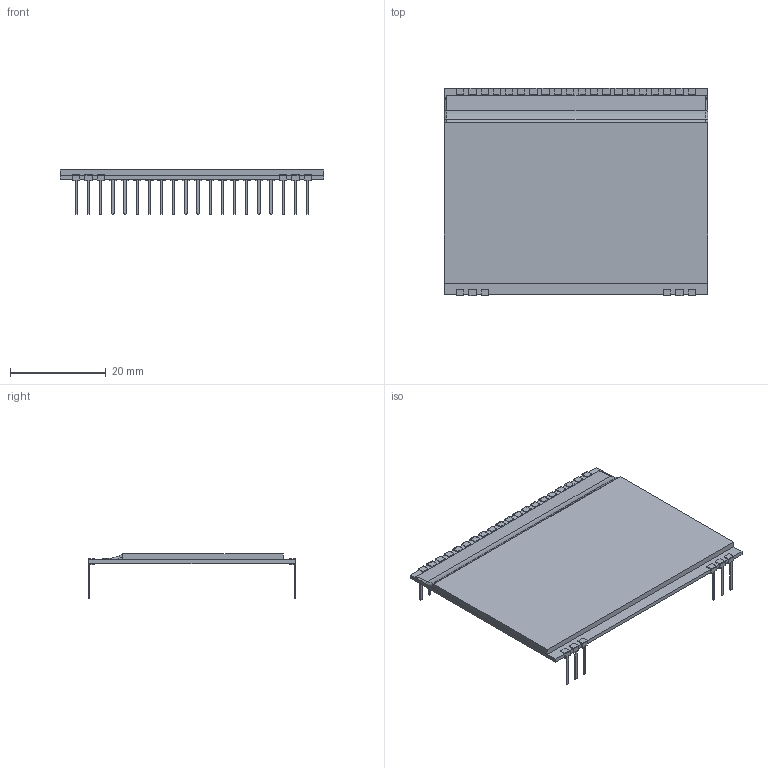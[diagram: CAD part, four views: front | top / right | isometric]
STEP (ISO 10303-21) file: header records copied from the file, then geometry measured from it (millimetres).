
FILE_DESCRIPTION (( 'STEP AP214' ), '1' );
FILE_NAME ('EA DOGM128.STEP', '2015-02-09T13:03:06', ( '' ), ( '' ), 'SwSTEP 2.0', 'SolidWorks 2014', '' );
FILE_SCHEMA (( 'AUTOMOTIVE_DESIGN' ));
Length unit declared in the file: millimetre
Products named in the file (3): dogpin; EA-DOGM128-SCREEN; EA DOGM128
Assembly tree (27 placements, depth 2):
  EA DOGM128
    EA-DOGM128-SCREEN
    dogpin  x26
Bounding box: 55 x 43.38 x 9.2 mm (x, y, z)
Volume: 4353.8 mm3; surface area: 13424.5 mm2
Topology: 32 solids, 32 shells, 809 faces, 2179 edges, 1434 vertices
Faces by surface type: plane 512, cylinder 295, torus 2
Entity records: 3342 total; most frequent: CARTESIAN_POINT 470, DIRECTION 464, ORIENTED_EDGE 408, EDGE_CURVE 204, VECTOR 160, LINE 160, AXIS2_PLACEMENT_3D 152, VERTEX_POINT 134
